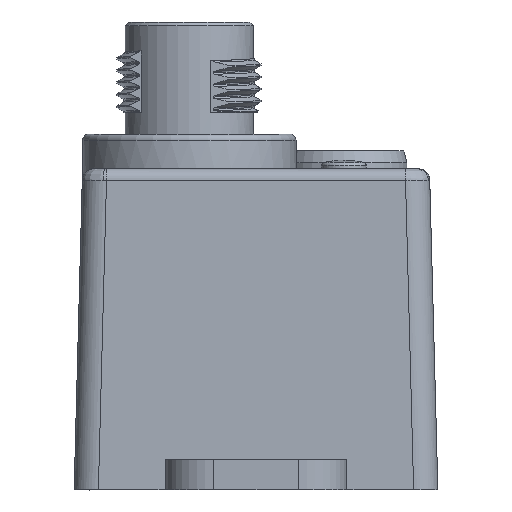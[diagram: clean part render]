
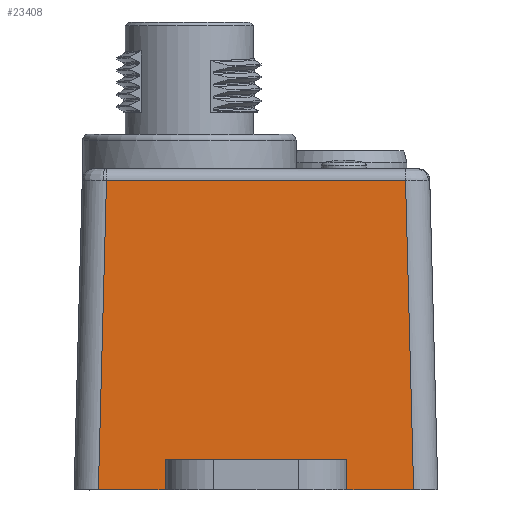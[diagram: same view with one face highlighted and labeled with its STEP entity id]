
A CAD part, front view. The second image highlights one B-rep face of the part: STEP entity #23408.
In plain terms, the highlighted planar face has unit normal (0, -1, 0.026).
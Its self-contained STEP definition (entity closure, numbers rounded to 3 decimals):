
#3434=CARTESIAN_POINT('',(18.545,-383.644,-8.6));
#3447=DIRECTION('',(-1.,0.,0.));
#3448=VECTOR('',#3447,5.501);
#3449=CARTESIAN_POINT('',(24.045,-383.644,-8.6));
#3450=LINE('',#3449,#3448);
#3491=DIRECTION('',(-1.,0.,0.));
#3492=VECTOR('',#3491,5.501);
#3493=CARTESIAN_POINT('',(44.546,-383.644,
-8.6));
#3494=LINE('',#3493,#3492);
#8069=DIRECTION('',(-0.026,-0.026,-0.999));
#8070=VECTOR('',#8069,25.544);
#8071=CARTESIAN_POINT('',(19.213,-382.976,16.926));
#8072=LINE('',#8071,#8070);
#8076=DIRECTION('',(-0.026,0.026,0.999));
#8077=VECTOR('',#8076,25.544);
#8078=CARTESIAN_POINT('',(44.546,-383.644,
-8.6));
#8079=LINE('',#8078,#8077);
#8148=DIRECTION('',(1.,0.,0.));
#8149=VECTOR('',#8148,24.665);
#8150=CARTESIAN_POINT('',(19.213,-382.976,16.926));
#8151=LINE('',#8150,#8149);
#8393=DIRECTION('',(0.,0.026,1.));
#8394=VECTOR('',#8393,2.501);
#8395=CARTESIAN_POINT('',(39.045,-383.644,-8.6));
#8396=LINE('',#8395,#8394);
#8437=DIRECTION('',(-1.,0.,0.));
#8438=VECTOR('',#8437,15.);
#8439=CARTESIAN_POINT('',(39.045,-383.578,-6.1));
#8440=LINE('',#8439,#8438);
#8481=DIRECTION('',(0.,-0.026,-1.));
#8482=VECTOR('',#8481,2.501);
#8483=CARTESIAN_POINT('',(24.045,-383.578,-6.1));
#8484=LINE('',#8483,#8482);
#11139=VERTEX_POINT('',#3434);
#11140=CARTESIAN_POINT('',(24.045,-383.644,-8.6));
#11141=VERTEX_POINT('',#11140);
#11150=CARTESIAN_POINT('',(39.045,-383.644,-8.6));
#11151=VERTEX_POINT('',#11150);
#11152=CARTESIAN_POINT('',(44.546,-383.644,
-8.6));
#11153=VERTEX_POINT('',#11152);
#11194=CARTESIAN_POINT('',(24.045,-383.578,-6.1));
#11195=VERTEX_POINT('',#11194);
#11209=CARTESIAN_POINT('',(39.045,-383.578,-6.1));
#11211=VERTEX_POINT('',#11209);
#11224=CARTESIAN_POINT('',(19.213,-382.976,
16.926));
#11225=CARTESIAN_POINT('',(43.877,-382.976,
16.926));
#11226=VERTEX_POINT('',#11224);
#11227=VERTEX_POINT('',#11225);
#23388=CARTESIAN_POINT('',(42.295,-383.707,-10.994));
#23389=DIRECTION('',(0.,-1.,0.026));
#23390=DIRECTION('',(-1.,0.,0.));
#23391=AXIS2_PLACEMENT_3D('',#23388,#23389,#23390);
#23392=PLANE('',#23391);
#23394=ORIENTED_EDGE('',*,*,#23393,.F.);
#23396=ORIENTED_EDGE('',*,*,#23395,.T.);
#23397=ORIENTED_EDGE('',*,*,#23383,.F.);
#23398=ORIENTED_EDGE('',*,*,#17279,.T.);
#23400=ORIENTED_EDGE('',*,*,#23399,.T.);
#23402=ORIENTED_EDGE('',*,*,#23401,.T.);
#23404=ORIENTED_EDGE('',*,*,#23403,.T.);
#23405=ORIENTED_EDGE('',*,*,#17267,.T.);
#23406=EDGE_LOOP('',(#23394,#23396,#23397,#23398,#23400,#23402,#23404,#23405));
#23407=FACE_OUTER_BOUND('',#23406,.F.);
#23408=ADVANCED_FACE('',(#23407),#23392,.T.);
#17267=EDGE_CURVE('',#11141,#11139,#3450,.T.);
#17279=EDGE_CURVE('',#11153,#11151,#3494,.T.);
#23383=EDGE_CURVE('',#11153,#11227,#8079,.T.);
#23393=EDGE_CURVE('',#11226,#11139,#8072,.T.);
#23395=EDGE_CURVE('',#11226,#11227,#8151,.T.);
#23399=EDGE_CURVE('',#11151,#11211,#8396,.T.);
#23401=EDGE_CURVE('',#11211,#11195,#8440,.T.);
#23403=EDGE_CURVE('',#11195,#11141,#8484,.T.);
